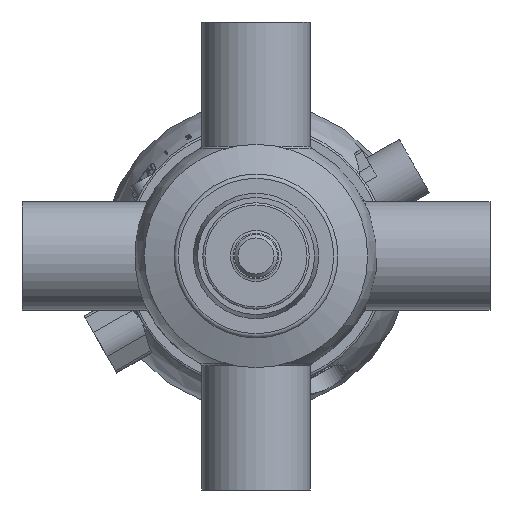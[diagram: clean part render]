
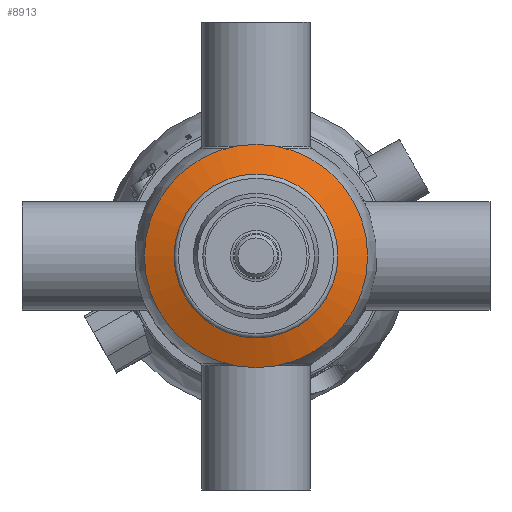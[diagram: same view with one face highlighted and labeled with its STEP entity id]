
A CAD part, front view. The second image highlights one B-rep face of the part: STEP entity #8913.
In plain terms, the highlighted conical face has half-angle 69.984 degrees and reference radius 45.5 mm.
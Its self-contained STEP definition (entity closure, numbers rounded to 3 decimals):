
#854=LINE('',#17498,#1332);
#1332=VECTOR('',#13023,45.5);
#1372=CONICAL_SURFACE('',#10224,45.5,1.221);
#2230=FACE_OUTER_BOUND('',#2788,.T.);
#2788=EDGE_LOOP('',(#8274,#8275,#8276,#8277,#8278,#8279));
#3506=CIRCLE('',#10222,38.5);
#3507=CIRCLE('',#10223,38.5);
#3508=CIRCLE('',#10225,52.5);
#3509=CIRCLE('',#10226,52.5);
#4402=VERTEX_POINT('',#17488);
#4403=VERTEX_POINT('',#17489);
#4404=VERTEX_POINT('',#17494);
#4405=VERTEX_POINT('',#17495);
#5702=EDGE_CURVE('',#4402,#4403,#3506,.T.);
#5703=EDGE_CURVE('',#4403,#4402,#3507,.T.);
#5705=EDGE_CURVE('',#4404,#4405,#3508,.T.);
#5706=EDGE_CURVE('',#4405,#4404,#3509,.T.);
#5707=EDGE_CURVE('',#4405,#4403,#854,.T.);
#8274=ORIENTED_EDGE('',*,*,#5705,.F.);
#8275=ORIENTED_EDGE('',*,*,#5706,.F.);
#8276=ORIENTED_EDGE('',*,*,#5707,.T.);
#8277=ORIENTED_EDGE('',*,*,#5703,.T.);
#8278=ORIENTED_EDGE('',*,*,#5702,.T.);
#8279=ORIENTED_EDGE('',*,*,#5707,.F.);
#8913=ADVANCED_FACE('',(#2230),#1372,.T.);
#10222=AXIS2_PLACEMENT_3D('',#17490,#13012,#13013);
#10223=AXIS2_PLACEMENT_3D('',#17491,#13014,#13015);
#10224=AXIS2_PLACEMENT_3D('',#17493,#13017,#13018);
#10225=AXIS2_PLACEMENT_3D('',#17496,#13019,#13020);
#10226=AXIS2_PLACEMENT_3D('',#17497,#13021,#13022);
#13012=DIRECTION('center_axis',(0.,1.,0.));
#13013=DIRECTION('ref_axis',(1.,0.,0.));
#13014=DIRECTION('center_axis',(0.,1.,0.));
#13015=DIRECTION('ref_axis',(1.,0.,0.));
#13017=DIRECTION('center_axis',(0.,1.,0.));
#13018=DIRECTION('ref_axis',(-1.,0.,0.));
#13019=DIRECTION('center_axis',(0.,1.,0.));
#13020=DIRECTION('ref_axis',(1.,0.,0.));
#13021=DIRECTION('center_axis',(0.,1.,0.));
#13022=DIRECTION('ref_axis',(1.,0.,0.));
#13023=DIRECTION('',(-0.94,-0.342,0.));
#17488=CARTESIAN_POINT('',(-38.5,82.4,0.));
#17489=CARTESIAN_POINT('',(38.5,82.4,0.));
#17490=CARTESIAN_POINT('Origin',(0.,82.4,
0.));
#17491=CARTESIAN_POINT('Origin',(0.,82.4,
0.));
#17493=CARTESIAN_POINT('Origin',(0.,84.95,
0.));
#17494=CARTESIAN_POINT('',(-52.5,87.5,0.));
#17495=CARTESIAN_POINT('',(52.5,87.5,0.));
#17496=CARTESIAN_POINT('Origin',(0.,87.5,
0.));
#17497=CARTESIAN_POINT('Origin',(0.,87.5,
0.));
#17498=CARTESIAN_POINT('',(45.5,84.95,0.));
